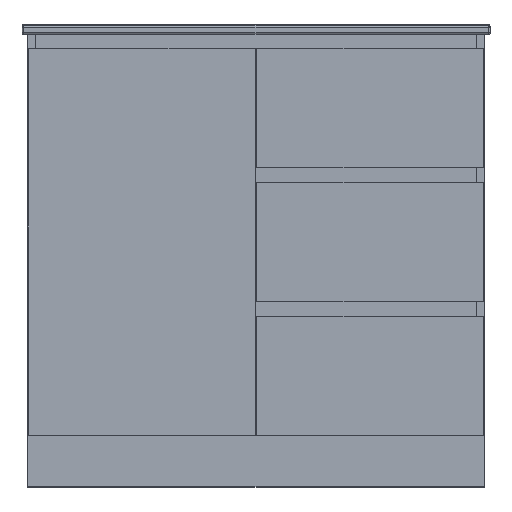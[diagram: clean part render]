
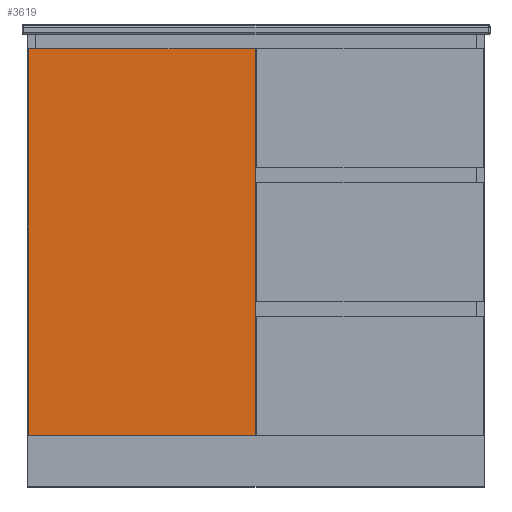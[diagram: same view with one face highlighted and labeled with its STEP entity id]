
A CAD part, top view. The second image highlights one B-rep face of the part: STEP entity #3619.
In plain terms, the highlighted planar face has unit normal (0, 0, 1).
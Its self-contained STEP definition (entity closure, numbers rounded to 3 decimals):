
#326 = DIRECTION ( 'NONE',  ( 0., 1., 0. ) ) ;
#362 = CARTESIAN_POINT ( 'NONE',  ( -442.5, -390., 359.1 ) ) ;
#711 = EDGE_CURVE ( 'NONE', #2800, #4515, #1559, .T. ) ;
#919 = EDGE_LOOP ( 'NONE', ( #3114, #1052, #2522, #3542 ) ) ;
#965 = DIRECTION ( 'NONE',  ( -1., 0., 0. ) ) ;
#978 = CARTESIAN_POINT ( 'NONE',  ( -442.5, 362., 359.1 ) ) ;
#1052 = ORIENTED_EDGE ( 'NONE', *, *, #711, .T. ) ;
#1091 = VECTOR ( 'NONE', #326, 1000. ) ;
#1098 = DIRECTION ( 'NONE',  ( 1., 0., 0. ) ) ;
#1181 = PLANE ( 'NONE',  #2404 ) ;
#1188 = EDGE_CURVE ( 'NONE', #3688, #2800, #2388, .T. ) ;
#1207 = FACE_OUTER_BOUND ( 'NONE', #919, .T. ) ;
#1246 = CARTESIAN_POINT ( 'NONE',  ( -442.5, 362., 359.1 ) ) ;
#1520 = CARTESIAN_POINT ( 'NONE',  ( 0., 0., 359.1 ) ) ;
#1559 = LINE ( 'NONE', #3463, #4630 ) ;
#1576 = LINE ( 'NONE', #3879, #1091 ) ;
#1938 = DIRECTION ( 'NONE',  ( 1., 0., 0. ) ) ;
#2095 = CARTESIAN_POINT ( 'NONE',  ( -1.25, -390., 359.1 ) ) ;
#2388 = LINE ( 'NONE', #2957, #4935 ) ;
#2404 = AXIS2_PLACEMENT_3D ( 'NONE', #1520, #4362, #1938 ) ;
#2522 = ORIENTED_EDGE ( 'NONE', *, *, #2801, .T. ) ;
#2623 = DIRECTION ( 'NONE',  ( 0., -1., 0. ) ) ;
#2800 = VERTEX_POINT ( 'NONE', #362 ) ;
#2801 = EDGE_CURVE ( 'NONE', #4515, #4557, #1576, .T. ) ;
#2957 = CARTESIAN_POINT ( 'NONE',  ( -442.5, 362., 359.1 ) ) ;
#3114 = ORIENTED_EDGE ( 'NONE', *, *, #1188, .T. ) ;
#3463 = CARTESIAN_POINT ( 'NONE',  ( -442.5, -390., 359.1 ) ) ;
#3542 = ORIENTED_EDGE ( 'NONE', *, *, #4707, .T. ) ;
#3619 = ADVANCED_FACE ( 'NONE', ( #1207 ), #1181, .T. ) ;
#3688 = VERTEX_POINT ( 'NONE', #1246 ) ;
#3718 = CARTESIAN_POINT ( 'NONE',  ( -1.25, 362., 359.1 ) ) ;
#3879 = CARTESIAN_POINT ( 'NONE',  ( -1.25, 362., 359.1 ) ) ;
#4362 = DIRECTION ( 'NONE',  ( 0., 0., 1. ) ) ;
#4515 = VERTEX_POINT ( 'NONE', #2095 ) ;
#4557 = VERTEX_POINT ( 'NONE', #3718 ) ;
#4630 = VECTOR ( 'NONE', #1098, 1000. ) ;
#4664 = VECTOR ( 'NONE', #965, 1000. ) ;
#4707 = EDGE_CURVE ( 'NONE', #4557, #3688, #4929, .T. ) ;
#4929 = LINE ( 'NONE', #978, #4664 ) ;
#4935 = VECTOR ( 'NONE', #2623, 1000. ) ;
